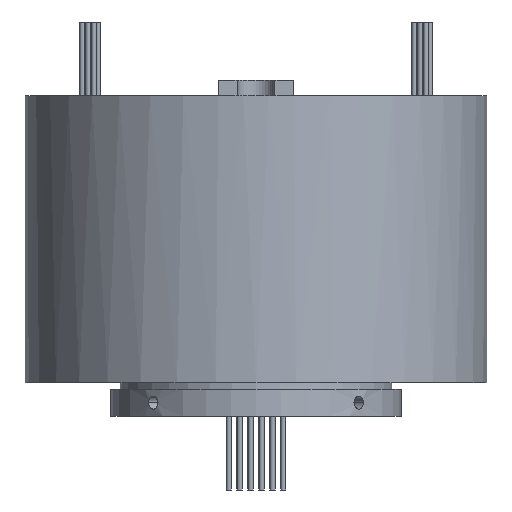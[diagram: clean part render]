
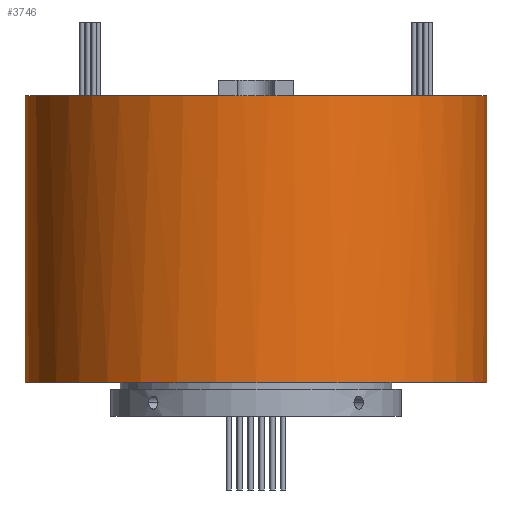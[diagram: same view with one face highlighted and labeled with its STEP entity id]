
A CAD part, front view. The second image highlights one B-rep face of the part: STEP entity #3746.
In plain terms, the highlighted cylindrical face has radius 59.5 mm (diameter 119 mm), a partial arc.
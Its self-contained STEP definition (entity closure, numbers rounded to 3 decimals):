
#103 = CIRCLE ( 'NONE', #1525, 59.5 ) ;
#160 = DIRECTION ( 'NONE',  ( 0., 0., -1. ) ) ;
#451 = DIRECTION ( 'NONE',  ( 1., 0., 0. ) ) ;
#588 = CARTESIAN_POINT ( 'NONE',  ( 0., 0., 82.6 ) ) ;
#691 = ORIENTED_EDGE ( 'NONE', *, *, #4295, .F. ) ;
#755 = VECTOR ( 'NONE', #160, 1000. ) ;
#803 = CARTESIAN_POINT ( 'NONE',  ( -9.75, -58.696, 82.6 ) ) ;
#869 = CARTESIAN_POINT ( 'NONE',  ( 59.5, 0., 82.6 ) ) ;
#943 = CYLINDRICAL_SURFACE ( 'NONE', #948, 59.5 ) ;
#948 = AXIS2_PLACEMENT_3D ( 'NONE', #2501, #6159, #3055 ) ;
#1105 = DIRECTION ( 'NONE',  ( 1., 0., 0. ) ) ;
#1284 = FACE_OUTER_BOUND ( 'NONE', #6031, .T. ) ;
#1288 = ORIENTED_EDGE ( 'NONE', *, *, #6369, .T. ) ;
#1341 = DIRECTION ( 'NONE',  ( 0., 0., 1. ) ) ;
#1417 = CARTESIAN_POINT ( 'NONE',  ( -59.5, 0., 82.6 ) ) ;
#1525 = AXIS2_PLACEMENT_3D ( 'NONE', #6696, #3600, #451 ) ;
#1533 = VERTEX_POINT ( 'NONE', #3409 ) ;
#1547 = VERTEX_POINT ( 'NONE', #803 ) ;
#2144 = LINE ( 'NONE', #3318, #755 ) ;
#2211 = EDGE_CURVE ( 'NONE', #5141, #3887, #6035, .T. ) ;
#2351 = DIRECTION ( 'NONE',  ( 0., 0., 1. ) ) ;
#2355 = EDGE_CURVE ( 'NONE', #3844, #3700, #3521, .T. ) ;
#2501 = CARTESIAN_POINT ( 'NONE',  ( 0., 0., 82.6 ) ) ;
#2623 = ORIENTED_EDGE ( 'NONE', *, *, #2211, .T. ) ;
#2755 = CIRCLE ( 'NONE', #6332, 59.5 ) ;
#3055 = DIRECTION ( 'NONE',  ( -1., 0., 0. ) ) ;
#3239 = CARTESIAN_POINT ( 'NONE',  ( -59.5, 0., 82.6 ) ) ;
#3318 = CARTESIAN_POINT ( 'NONE',  ( 59.5, 0., 82.6 ) ) ;
#3409 = CARTESIAN_POINT ( 'NONE',  ( 59.5, 0., 8.6 ) ) ;
#3521 = CIRCLE ( 'NONE', #3618, 59.5 ) ;
#3600 = DIRECTION ( 'NONE',  ( 0., 0., 1. ) ) ;
#3618 = AXIS2_PLACEMENT_3D ( 'NONE', #5477, #2351, #5991 ) ;
#3700 = VERTEX_POINT ( 'NONE', #869 ) ;
#3746 = ADVANCED_FACE ( 'NONE', ( #1284 ), #943, .T. ) ;
#3844 = VERTEX_POINT ( 'NONE', #6222 ) ;
#3887 = VERTEX_POINT ( 'NONE', #4262 ) ;
#4251 = DIRECTION ( 'NONE',  ( 0., 0., 1. ) ) ;
#4262 = CARTESIAN_POINT ( 'NONE',  ( -59.5, 0., 8.6 ) ) ;
#4295 = EDGE_CURVE ( 'NONE', #3700, #1533, #2144, .T. ) ;
#4481 = CARTESIAN_POINT ( 'NONE',  ( 0., 0., 8.6 ) ) ;
#4668 = VECTOR ( 'NONE', #5315, 1000. ) ;
#4694 = ORIENTED_EDGE ( 'NONE', *, *, #2355, .F. ) ;
#5003 = DIRECTION ( 'NONE',  ( 1., 0., 0. ) ) ;
#5029 = EDGE_CURVE ( 'NONE', #1547, #3844, #103, .T. ) ;
#5082 = AXIS2_PLACEMENT_3D ( 'NONE', #4481, #1341, #5003 ) ;
#5141 = VERTEX_POINT ( 'NONE', #1417 ) ;
#5315 = DIRECTION ( 'NONE',  ( 0., 0., -1. ) ) ;
#5477 = CARTESIAN_POINT ( 'NONE',  ( 0., 0., 82.6 ) ) ;
#5902 = ORIENTED_EDGE ( 'NONE', *, *, #5029, .F. ) ;
#5991 = DIRECTION ( 'NONE',  ( 1., 0., 0. ) ) ;
#6031 = EDGE_LOOP ( 'NONE', ( #691, #4694, #5902, #6553, #2623, #1288 ) ) ;
#6035 = LINE ( 'NONE', #3239, #4668 ) ;
#6159 = DIRECTION ( 'NONE',  ( 0., 0., -1. ) ) ;
#6222 = CARTESIAN_POINT ( 'NONE',  ( 9.75, -58.696, 82.6 ) ) ;
#6230 = CIRCLE ( 'NONE', #5082, 59.5 ) ;
#6332 = AXIS2_PLACEMENT_3D ( 'NONE', #588, #4251, #1105 ) ;
#6369 = EDGE_CURVE ( 'NONE', #3887, #1533, #6230, .T. ) ;
#6553 = ORIENTED_EDGE ( 'NONE', *, *, #6633, .F. ) ;
#6633 = EDGE_CURVE ( 'NONE', #5141, #1547, #2755, .T. ) ;
#6696 = CARTESIAN_POINT ( 'NONE',  ( 0., 0., 82.6 ) ) ;
